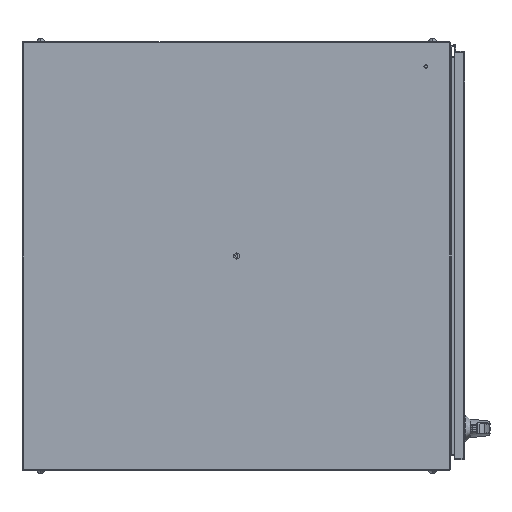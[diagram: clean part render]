
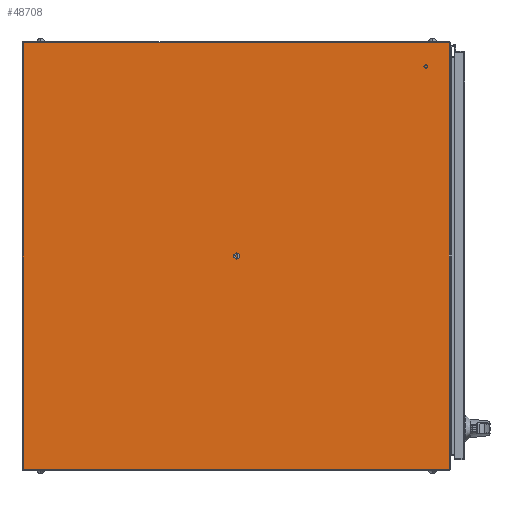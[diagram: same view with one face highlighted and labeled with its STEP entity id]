
A CAD part, front view. The second image highlights one B-rep face of the part: STEP entity #48708.
In plain terms, the highlighted face is planar.
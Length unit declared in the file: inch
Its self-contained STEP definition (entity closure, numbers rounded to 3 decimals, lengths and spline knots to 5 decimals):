
#6666 = VECTOR ( 'NONE', #72070, 39.37008 ) ;
#9313 = VECTOR ( 'NONE', #22913, 39.37008 ) ;
#10796 = LINE ( 'NONE', #53917, #6666 ) ;
#16040 = VERTEX_POINT ( 'NONE', #111767 ) ;
#22445 = EDGE_LOOP ( 'NONE', ( #97421, #51441, #102324, #57337 ) ) ;
#22891 = DIRECTION ( 'NONE',  ( 0., 0., 1. ) ) ;
#22913 = DIRECTION ( 'NONE',  ( 1., 0., 0. ) ) ;
#30324 = DIRECTION ( 'NONE',  ( 0., 1., 0. ) ) ;
#30391 = LINE ( 'NONE', #59115, #9313 ) ;
#41356 = CARTESIAN_POINT ( 'NONE',  ( -17.935, -18., 0. ) ) ;
#44432 = VERTEX_POINT ( 'NONE', #113579 ) ;
#44463 = CARTESIAN_POINT ( 'NONE',  ( 17.935, 18., 0. ) ) ;
#45458 = VERTEX_POINT ( 'NONE', #93638 ) ;
#48708 = ADVANCED_FACE ( 'NONE', ( #88578 ), #76456, .F. ) ;
#50787 = EDGE_CURVE ( 'NONE', #74990, #44432, #97229, .T. ) ;
#51441 = ORIENTED_EDGE ( 'NONE', *, *, #83731, .F. ) ;
#52702 = EDGE_CURVE ( 'NONE', #16040, #74990, #97993, .T. ) ;
#53917 = CARTESIAN_POINT ( 'NONE',  ( -17.935, -18., 0. ) ) ;
#56149 = DIRECTION ( 'NONE',  ( -1., 0., 0. ) ) ;
#56723 = CARTESIAN_POINT ( 'NONE',  ( 17.935, -18., 0. ) ) ;
#57337 = ORIENTED_EDGE ( 'NONE', *, *, #52702, .F. ) ;
#59115 = CARTESIAN_POINT ( 'NONE',  ( -17.935, -17.857, 0. ) ) ;
#72070 = DIRECTION ( 'NONE',  ( 0., -1., 0. ) ) ;
#74990 = VERTEX_POINT ( 'NONE', #44463 ) ;
#76456 = PLANE ( 'NONE',  #80592 ) ;
#80592 = AXIS2_PLACEMENT_3D ( 'NONE', #41356, #22891, #85542 ) ;
#81425 = CARTESIAN_POINT ( 'NONE',  ( -17.935, 18., 0. ) ) ;
#83731 = EDGE_CURVE ( 'NONE', #44432, #45458, #10796, .T. ) ;
#85542 = DIRECTION ( 'NONE',  ( 1., 0., 0. ) ) ;
#86682 = VECTOR ( 'NONE', #30324, 39.37008 ) ;
#88578 = FACE_OUTER_BOUND ( 'NONE', #22445, .T. ) ;
#93638 = CARTESIAN_POINT ( 'NONE',  ( -17.935, -17.857, 0. ) ) ;
#97229 = LINE ( 'NONE', #81425, #112724 ) ;
#97421 = ORIENTED_EDGE ( 'NONE', *, *, #113751, .F. ) ;
#97993 = LINE ( 'NONE', #56723, #86682 ) ;
#102324 = ORIENTED_EDGE ( 'NONE', *, *, #50787, .F. ) ;
#111767 = CARTESIAN_POINT ( 'NONE',  ( 17.935, -17.857, 0. ) ) ;
#112724 = VECTOR ( 'NONE', #56149, 39.37008 ) ;
#113579 = CARTESIAN_POINT ( 'NONE',  ( -17.935, 18., 0. ) ) ;
#113751 = EDGE_CURVE ( 'NONE', #45458, #16040, #30391, .T. ) ;
